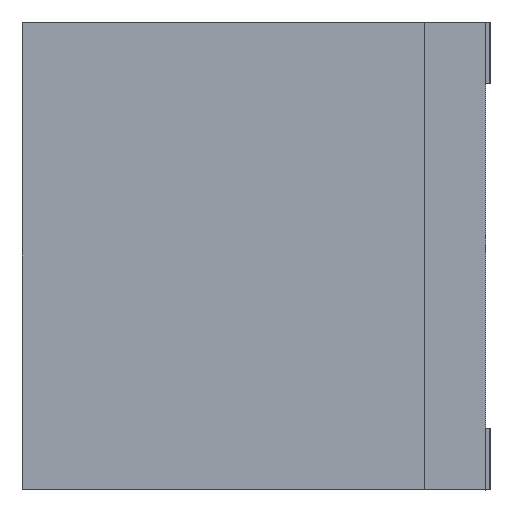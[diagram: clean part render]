
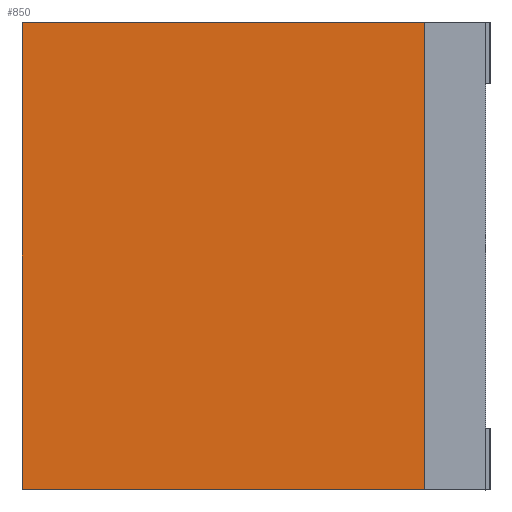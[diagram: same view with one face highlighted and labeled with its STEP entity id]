
A CAD part, left-side view. The second image highlights one B-rep face of the part: STEP entity #850.
In plain terms, the highlighted planar face has unit normal (-1, 0, 0).
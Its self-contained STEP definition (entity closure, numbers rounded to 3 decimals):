
#47 = CARTESIAN_POINT ( 'NONE',  ( -5.71, 0.762, -2.915 ) ) ;
#109 = CARTESIAN_POINT ( 'NONE',  ( -5.705, 2.438, 2.91 ) ) ;
#115 = ORIENTED_EDGE ( 'NONE', *, *, #309, .F. ) ;
#146 = AXIS2_PLACEMENT_3D ( 'NONE', #981, #1392, #523 ) ;
#187 = VERTEX_POINT ( 'NONE', #539 ) ;
#247 = CARTESIAN_POINT ( 'NONE',  ( -5.71, 0.762, -2.915 ) ) ;
#276 = FACE_OUTER_BOUND ( 'NONE', #1481, .T. ) ;
#304 = VERTEX_POINT ( 'NONE', #805 ) ;
#308 = CARTESIAN_POINT ( 'NONE',  ( -5.705, 5.79, 2.91 ) ) ;
#309 = EDGE_CURVE ( 'NONE', #187, #1384, #443, .T. ) ;
#317 = CARTESIAN_POINT ( 'NONE',  ( -5.715, 0.762, -0.972 ) ) ;
#334 = CARTESIAN_POINT ( 'NONE',  ( -5.71, 0.762, -2.915 ) ) ;
#443 = B_SPLINE_CURVE_WITH_KNOTS ( 'NONE', 3,
 ( #1015, #699, #317, #334 ),
 .UNSPECIFIED., .F., .F.,
 ( 4, 4 ),
 ( 0., 1. ),
 .UNSPECIFIED. ) ;
#460 = CARTESIAN_POINT ( 'NONE',  ( -5.705, 5.79, -2.91 ) ) ;
#499 = B_SPLINE_CURVE_WITH_KNOTS ( 'NONE', 3,
 ( #247, #1103, #638, #549 ),
 .UNSPECIFIED., .F., .F.,
 ( 4, 4 ),
 ( 0., 1. ),
 .UNSPECIFIED. ) ;
#523 = DIRECTION ( 'NONE',  ( 0., 0., -1. ) ) ;
#539 = CARTESIAN_POINT ( 'NONE',  ( -5.71, 0.762, 2.915 ) ) ;
#549 = CARTESIAN_POINT ( 'NONE',  ( -5.705, 5.79, -2.91 ) ) ;
#638 = CARTESIAN_POINT ( 'NONE',  ( -5.705, 4.114, -2.91 ) ) ;
#647 = CARTESIAN_POINT ( 'NONE',  ( -5.705, 5.79, 2.91 ) ) ;
#652 = B_SPLINE_CURVE_WITH_KNOTS ( 'NONE', 3,
 ( #647, #1403, #109, #1425 ),
 .UNSPECIFIED., .F., .F.,
 ( 4, 4 ),
 ( 0., 1. ),
 .UNSPECIFIED. ) ;
#699 = CARTESIAN_POINT ( 'NONE',  ( -5.715, 0.762, 0.972 ) ) ;
#708 = VERTEX_POINT ( 'NONE', #460 ) ;
#752 = EDGE_CURVE ( 'NONE', #304, #187, #652, .T. ) ;
#763 = ORIENTED_EDGE ( 'NONE', *, *, #1260, .F. ) ;
#805 = CARTESIAN_POINT ( 'NONE',  ( -5.705, 5.79, 2.91 ) ) ;
#838 = ORIENTED_EDGE ( 'NONE', *, *, #752, .F. ) ;
#850 = ADVANCED_FACE ( 'NONE', ( #276 ), #1379, .F. ) ;
#930 = VECTOR ( 'NONE', #1339, 1000. ) ;
#981 = CARTESIAN_POINT ( 'NONE',  ( -5.705, 5.79, -2.91 ) ) ;
#1015 = CARTESIAN_POINT ( 'NONE',  ( -5.71, 0.762, 2.915 ) ) ;
#1103 = CARTESIAN_POINT ( 'NONE',  ( -5.705, 2.438, -2.91 ) ) ;
#1252 = LINE ( 'NONE', #308, #930 ) ;
#1260 = EDGE_CURVE ( 'NONE', #708, #304, #1252, .T. ) ;
#1281 = ORIENTED_EDGE ( 'NONE', *, *, #1352, .F. ) ;
#1339 = DIRECTION ( 'NONE',  ( 0., 0., 1. ) ) ;
#1352 = EDGE_CURVE ( 'NONE', #1384, #708, #499, .T. ) ;
#1379 = PLANE ( 'NONE',  #146 ) ;
#1384 = VERTEX_POINT ( 'NONE', #47 ) ;
#1392 = DIRECTION ( 'NONE',  ( 1., 0., 0. ) ) ;
#1403 = CARTESIAN_POINT ( 'NONE',  ( -5.705, 4.114, 2.91 ) ) ;
#1425 = CARTESIAN_POINT ( 'NONE',  ( -5.71, 0.762, 2.915 ) ) ;
#1481 = EDGE_LOOP ( 'NONE', ( #838, #763, #1281, #115 ) ) ;
